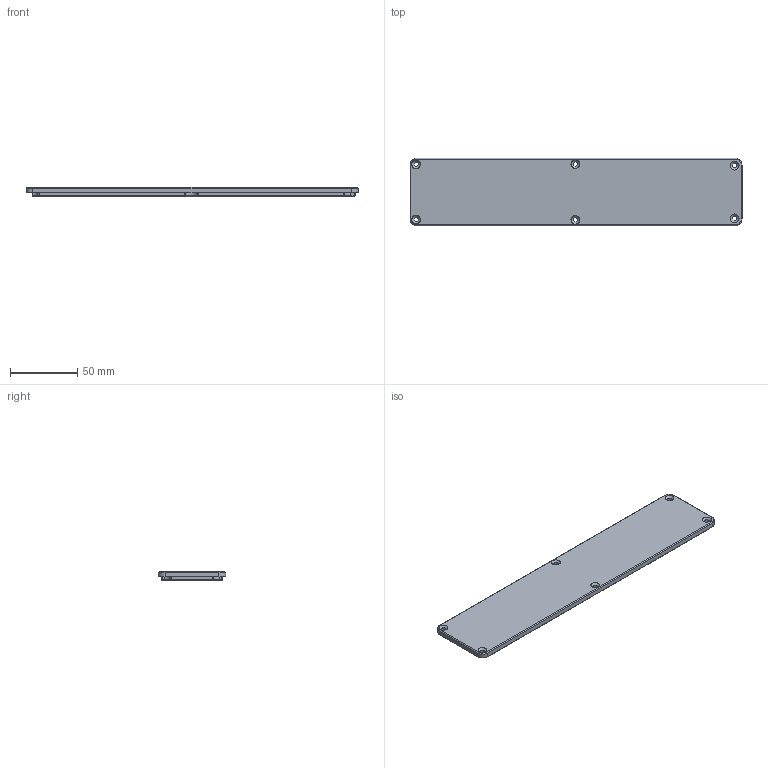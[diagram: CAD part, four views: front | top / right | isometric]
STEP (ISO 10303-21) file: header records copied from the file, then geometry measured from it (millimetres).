
FILE_DESCRIPTION(/* description */ (''),/* implementation_level */ '2;1');
FILE_NAME(/* name */ 'Lid.step',/* time_stamp */ '2025-04-19T16:52:11-07:00',/* author */ (''),/* organization */ (''),/* preprocessor_version */ 'ST-DEVELOPER v20.1',/* originating_system */ 'Autodesk Translation Framework v14.4.0.0',/* authorisation */ '');
FILE_SCHEMA (('AUTOMOTIVE_DESIGN { 1 0 10303 214 3 1 1 }'));
Length unit declared in the file: millimetre
Products named in the file (1): Lid
Bounding box: 246 x 50 x 7 mm (x, y, z)
Volume: 51996.3 mm3; surface area: 29991.2 mm2
Topology: 1 solids, 1 shells, 127 faces, 321 edges, 186 vertices
Faces by surface type: plane 54, cylinder 45, cone 28
Full cylindrical faces by diameter (mm): 3.5 x6
Entity records: 3734 total; most frequent: DIRECTION 669, CARTESIAN_POINT 635, ORIENTED_EDGE 618, EDGE_CURVE 309, AXIS2_PLACEMENT_3D 234, LINE 201, VECTOR 201, VERTEX_POINT 186
